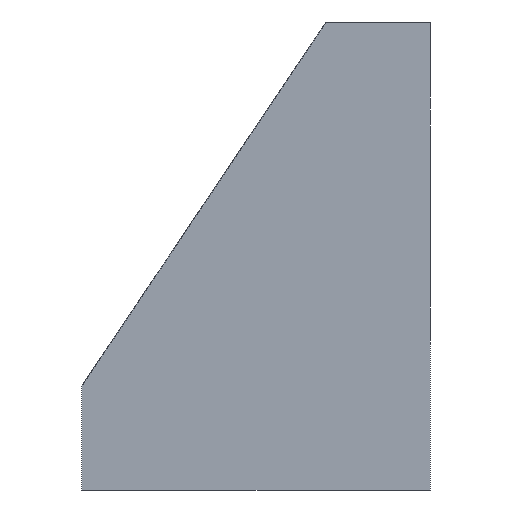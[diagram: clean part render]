
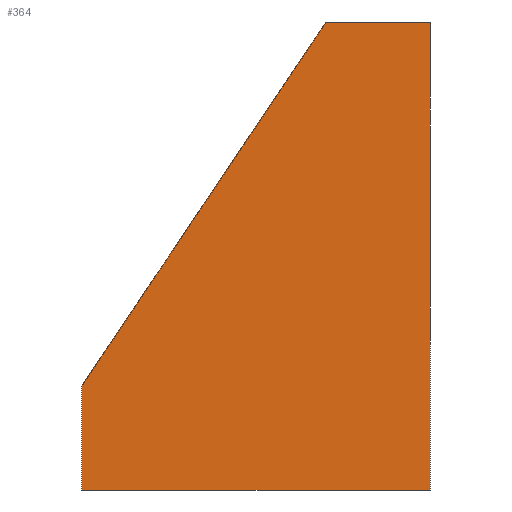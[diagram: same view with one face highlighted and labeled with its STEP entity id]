
A CAD part, front view. The second image highlights one B-rep face of the part: STEP entity #364.
In plain terms, the highlighted planar face has unit normal (0, -1, 0).
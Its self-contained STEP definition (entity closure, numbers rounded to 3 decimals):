
#206=EDGE_CURVE('',#246,#348,#520,.T.);
#228=EDGE_CURVE('',#328,#408,#542,.T.);
#246=VERTEX_POINT('',#562);
#248=EDGE_CURVE('',#408,#246,#564,.T.);
#262=EDGE_CURVE('',#348,#384,#580,.T.);
#328=VERTEX_POINT('',#656);
#348=VERTEX_POINT('',#677);
#364=ADVANCED_FACE('',(#694),#695,.T.);
#372=EDGE_CURVE('',#328,#384,#703,.T.);
#384=VERTEX_POINT('',#716);
#408=VERTEX_POINT('',#743);
#520=LINE('',#879,#880);
#542=LINE('',#927,#928);
#562=CARTESIAN_POINT('',(0.0,-33.0,90.0));
#564=LINE('',#957,#958);
#580=LINE('',#1009,#1010);
#656=CARTESIAN_POINT('',(-67.0,-33.0,0.0));
#677=CARTESIAN_POINT('',(-20.0,-33.0,90.0));
#694=FACE_OUTER_BOUND('',#1195,.T.);
#695=PLANE('',#1196);
#703=LINE('',#1207,#1208);
#716=CARTESIAN_POINT('',(-67.0,-33.0,20.0));
#743=CARTESIAN_POINT('',(0.0,-33.0,0.0));
#879=CARTESIAN_POINT('',(-67.0,-33.0,90.0));
#880=VECTOR('',#1397,1.0);
#927=CARTESIAN_POINT('',(-67.0,-33.0,0.0));
#928=VECTOR('',#1411,1.0);
#957=CARTESIAN_POINT('',(0.0,-33.0,0.0));
#958=VECTOR('',#1428,1.0);
#1009=CARTESIAN_POINT('',(-61.218,-33.0,28.611));
#1010=VECTOR('',#1449,1.0);
#1195=EDGE_LOOP('',(#1582,#1583,#1584,#1585,#1586));
#1196=AXIS2_PLACEMENT_3D('',#1587,#1588,#1589);
#1207=CARTESIAN_POINT('',(-67.0,-33.0,0.0));
#1208=VECTOR('',#1596,1.0);
#1397=DIRECTION('',(-1.0,0.0,0.0));
#1411=DIRECTION('',(1.0,0.0,0.0));
#1428=DIRECTION('',(0.0,0.0,1.0));
#1449=DIRECTION('',(-0.557,0.0,-0.83));
#1582=ORIENTED_EDGE('',*,*,#262,.T.);
#1583=ORIENTED_EDGE('',*,*,#372,.F.);
#1584=ORIENTED_EDGE('',*,*,#228,.T.);
#1585=ORIENTED_EDGE('',*,*,#248,.T.);
#1586=ORIENTED_EDGE('',*,*,#206,.T.);
#1587=CARTESIAN_POINT('',(0.0,-33.0,0.0));
#1588=DIRECTION('',(0.0,-1.0,0.0));
#1589=DIRECTION('',(0.0,0.0,-1.0));
#1596=DIRECTION('',(0.0,0.0,1.0));
